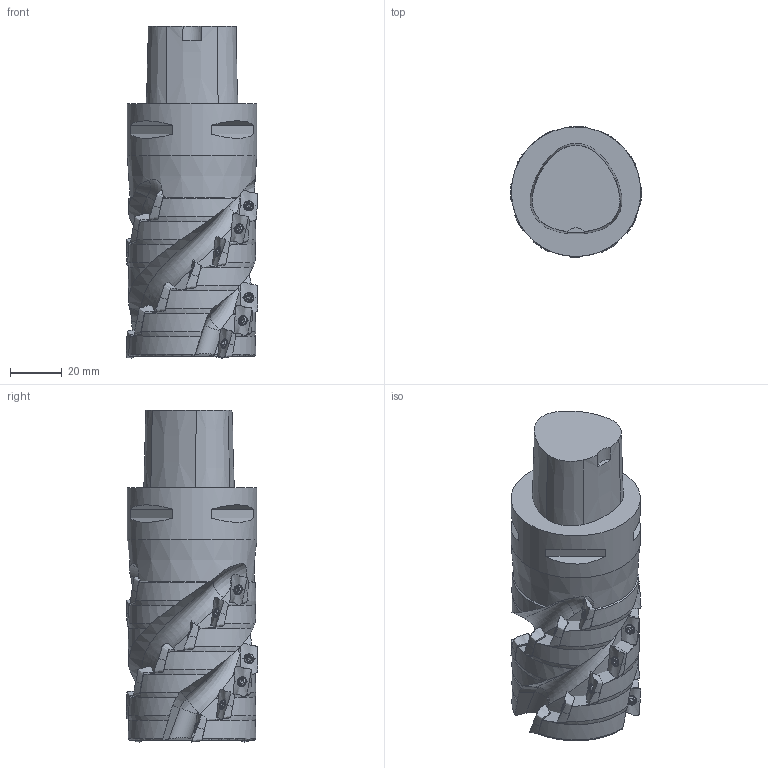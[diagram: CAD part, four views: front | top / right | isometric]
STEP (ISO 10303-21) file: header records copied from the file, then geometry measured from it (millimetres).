
FILE_DESCRIPTION(/* description */ (''),/* implementation_level */ '2;1');
FILE_NAME(/* name */ '1583476244071.stp',/* time_stamp */ '2020-03-06T12:01:01+06:00',/* author */ (''),/* organization */ ('SMS'),/* preprocessor_version */ 'ST-DEVELOPER v16.7',/* originating_system */ 'SIEMENS PLM Software NX 12.0',/* authorisation */ '');
FILE_SCHEMA (('AUTOMOTIVE_DESIGN { 1 0 10303 214 3 1 1 1 }'));
Products named in the file (4): ASSEMBLY_CONSTRUCTION; 201207134mod000_00; 202874852mod000_00; 202874863mod000_00
Assembly tree (23 placements, depth 2):
  202874863mod000_00
    202874852mod000_00
    201207134mod000_00  x21
    ASSEMBLY_CONSTRUCTION
Bounding box: 50.71 x 50.65 x 128.17 mm (x, y, z)
Volume: 185723.7 mm3; surface area: 30432.7 mm2
Topology: 22 solids, 22 shells, 1039 faces, 2520 edges, 1641 vertices
Faces by surface type: cylinder 320, plane 279, cone 224, bspline 119, torus 70, sphere 21, revolution 6
Full cylindrical faces by diameter (mm): 2.5 x21, 2.8 x21, 3.45 x21, 50 x1
Entity records: 61021 total; most frequent: CARTESIAN_POINT 43862, ORIENTED_EDGE 3478, DIRECTION 3426, EDGE_CURVE 1739, AXIS2_PLACEMENT_3D 1567, VERTEX_POINT 1145, EDGE_LOOP 901, ADVANCED_FACE 759
